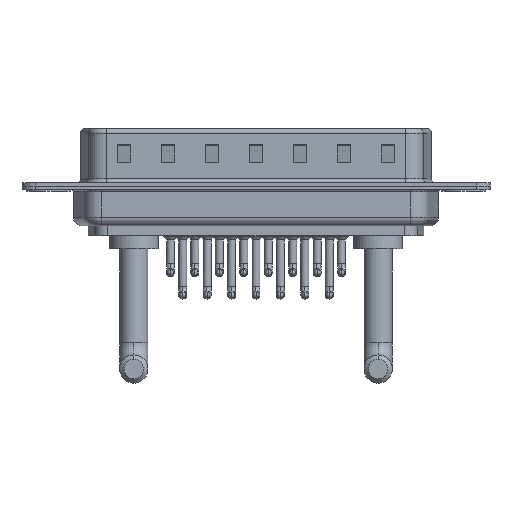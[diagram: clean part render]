
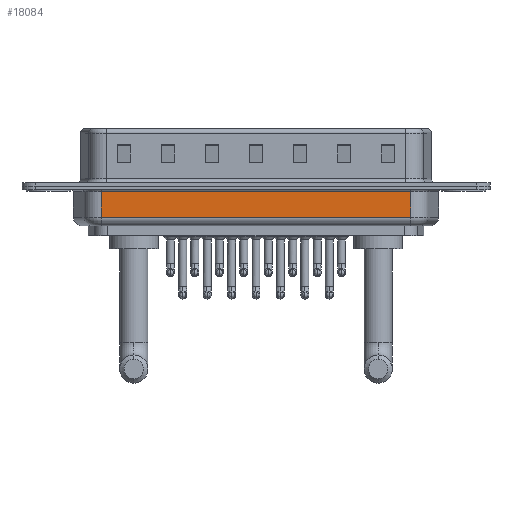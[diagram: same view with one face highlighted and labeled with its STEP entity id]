
A CAD part, front view. The second image highlights one B-rep face of the part: STEP entity #18084.
In plain terms, the highlighted planar face has unit normal (0, -1, 0).
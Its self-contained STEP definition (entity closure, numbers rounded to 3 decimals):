
#1223 = EDGE_CURVE ( 'NONE', #20523, #7654, #1524, .T. ) ;
#1295 = ORIENTED_EDGE ( 'NONE', *, *, #5872, .F. ) ;
#1524 = LINE ( 'NONE', #21127, #18254 ) ;
#1814 = CARTESIAN_POINT ( 'NONE',  ( 6.006, -5.35, -3.5 ) ) ;
#3000 = VERTEX_POINT ( 'NONE', #8183 ) ;
#3280 = CARTESIAN_POINT ( 'NONE',  ( 6.006, -5.35, -0.65 ) ) ;
#5287 = PLANE ( 'NONE',  #17345 ) ;
#5872 = EDGE_CURVE ( 'NONE', #20523, #10919, #13513, .T. ) ;
#6339 = EDGE_CURVE ( 'NONE', #3000, #10919, #9908, .T. ) ;
#6349 = CARTESIAN_POINT ( 'NONE',  ( 41.044, -5.35, -4.5 ) ) ;
#6512 = VECTOR ( 'NONE', #8051, 1000. ) ;
#7654 = VERTEX_POINT ( 'NONE', #21968 ) ;
#8051 = DIRECTION ( 'NONE',  ( -1., 0., 0. ) ) ;
#8109 = EDGE_LOOP ( 'NONE', ( #1295, #20190, #16976, #10373 ) ) ;
#8183 = CARTESIAN_POINT ( 'NONE',  ( 41.044, -5.35, -0.65 ) ) ;
#9908 = LINE ( 'NONE', #13383, #6512 ) ;
#9925 = CARTESIAN_POINT ( 'NONE',  ( 6.006, -5.35, -4.5 ) ) ;
#10373 = ORIENTED_EDGE ( 'NONE', *, *, #6339, .T. ) ;
#10618 = DIRECTION ( 'NONE',  ( 0., 1., 0. ) ) ;
#10807 = DIRECTION ( 'NONE',  ( 1., 0., 0. ) ) ;
#10919 = VERTEX_POINT ( 'NONE', #3280 ) ;
#11084 = VECTOR ( 'NONE', #20045, 1000. ) ;
#13383 = CARTESIAN_POINT ( 'NONE',  ( 6.006, -5.35, -0.65 ) ) ;
#13513 = LINE ( 'NONE', #9925, #15781 ) ;
#15169 = LINE ( 'NONE', #6349, #11084 ) ;
#15725 = CARTESIAN_POINT ( 'NONE',  ( 6.006, -5.35, -4.5 ) ) ;
#15781 = VECTOR ( 'NONE', #16646, 1000. ) ;
#16646 = DIRECTION ( 'NONE',  ( 0., 0., 1. ) ) ;
#16976 = ORIENTED_EDGE ( 'NONE', *, *, #17435, .T. ) ;
#17345 = AXIS2_PLACEMENT_3D ( 'NONE', #15725, #10618, #17678 ) ;
#17435 = EDGE_CURVE ( 'NONE', #7654, #3000, #15169, .T. ) ;
#17678 = DIRECTION ( 'NONE',  ( 0., 0., 1. ) ) ;
#18084 = ADVANCED_FACE ( 'NONE', ( #21164 ), #5287, .F. ) ;
#18254 = VECTOR ( 'NONE', #10807, 1000. ) ;
#20045 = DIRECTION ( 'NONE',  ( 0., 0., 1. ) ) ;
#20190 = ORIENTED_EDGE ( 'NONE', *, *, #1223, .T. ) ;
#20523 = VERTEX_POINT ( 'NONE', #1814 ) ;
#21127 = CARTESIAN_POINT ( 'NONE',  ( 6.006, -5.35, -3.5 ) ) ;
#21164 = FACE_OUTER_BOUND ( 'NONE', #8109, .T. ) ;
#21968 = CARTESIAN_POINT ( 'NONE',  ( 41.044, -5.35, -3.5 ) ) ;
